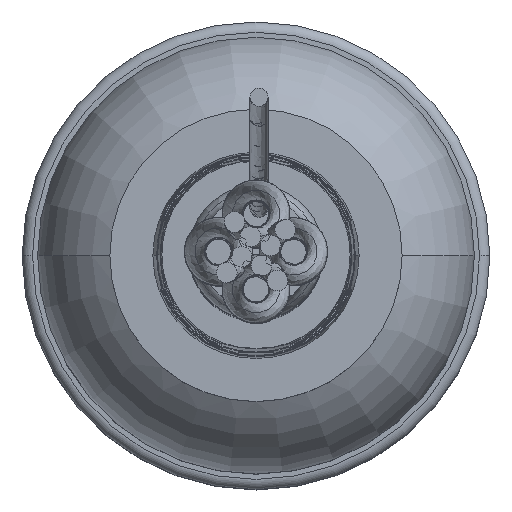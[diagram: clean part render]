
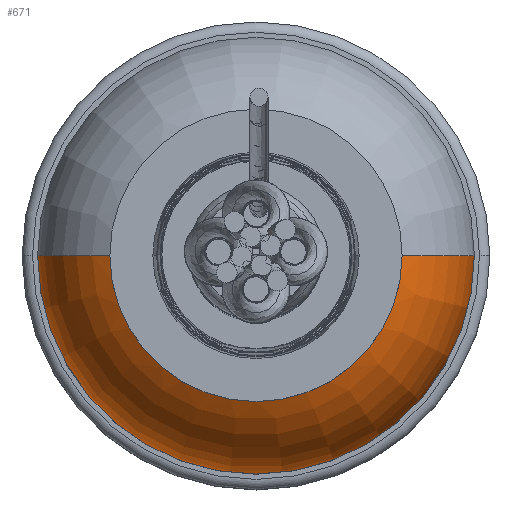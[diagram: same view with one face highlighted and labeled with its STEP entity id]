
A CAD part, top view. The second image highlights one B-rep face of the part: STEP entity #671.
In plain terms, the highlighted toroidal (fillet/blend) face has major radius 5.969 mm and minor radius 10.16 mm.
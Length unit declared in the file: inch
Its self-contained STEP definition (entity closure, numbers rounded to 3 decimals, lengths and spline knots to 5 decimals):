
#109 = CARTESIAN_POINT ( 'NONE',  ( 0., 0., 2.54801 ) ) ;
#269 = ORIENTED_EDGE ( 'NONE', *, *, #5759, .F. ) ;
#473 = CIRCLE ( 'NONE', #14285, 0.4 ) ;
#487 = CARTESIAN_POINT ( 'NONE',  ( 0., 0., 2.54801 ) ) ;
#671 = ADVANCED_FACE ( 'NONE', ( #19895 ), #8692, .T. ) ;
#693 = DIRECTION ( 'NONE',  ( 0., 0., 1. ) ) ;
#2214 = DIRECTION ( 'NONE',  ( 1., 0., 0. ) ) ;
#2344 = DIRECTION ( 'NONE',  ( 1., 0., 0. ) ) ;
#2944 = ORIENTED_EDGE ( 'NONE', *, *, #14835, .F. ) ;
#3737 = CARTESIAN_POINT ( 'NONE',  ( 0.425, 0., 2.9 ) ) ;
#4453 = CIRCLE ( 'NONE', #5308, 0.425 ) ;
#5044 = CARTESIAN_POINT ( 'NONE',  ( -0.635, 0., 2.54801 ) ) ;
#5308 = AXIS2_PLACEMENT_3D ( 'NONE', #8507, #23162, #10694 ) ;
#5759 = EDGE_CURVE ( 'NONE', #6428, #24658, #4453, .T. ) ;
#5783 = AXIS2_PLACEMENT_3D ( 'NONE', #109, #15367, #2344 ) ;
#6026 = DIRECTION ( 'NONE',  ( 0., -1., 0. ) ) ;
#6428 = VERTEX_POINT ( 'NONE', #24936 ) ;
#6505 = DIRECTION ( 'NONE',  ( 0., 1., 0. ) ) ;
#6647 = ORIENTED_EDGE ( 'NONE', *, *, #8678, .T. ) ;
#8507 = CARTESIAN_POINT ( 'NONE',  ( 0., 0., 2.9 ) ) ;
#8678 = EDGE_CURVE ( 'NONE', #10715, #24658, #12525, .T. ) ;
#8692 = TOROIDAL_SURFACE ( 'NONE', #18695, 0.235, 0.4 ) ;
#10061 = VERTEX_POINT ( 'NONE', #5044 ) ;
#10694 = DIRECTION ( 'NONE',  ( 1., 0., 0. ) ) ;
#10715 = VERTEX_POINT ( 'NONE', #19204 ) ;
#12525 = CIRCLE ( 'NONE', #18384, 0.4 ) ;
#14285 = AXIS2_PLACEMENT_3D ( 'NONE', #19225, #6505, #21310 ) ;
#14835 = EDGE_CURVE ( 'NONE', #10715, #10061, #20506, .T. ) ;
#15367 = DIRECTION ( 'NONE',  ( 0., 0., -1. ) ) ;
#16057 = EDGE_LOOP ( 'NONE', ( #16834, #2944, #6647, #269 ) ) ;
#16834 = ORIENTED_EDGE ( 'NONE', *, *, #21603, .F. ) ;
#18384 = AXIS2_PLACEMENT_3D ( 'NONE', #18778, #6026, #20853 ) ;
#18695 = AXIS2_PLACEMENT_3D ( 'NONE', #487, #693, #2214 ) ;
#18778 = CARTESIAN_POINT ( 'NONE',  ( 0.235, 0., 2.54801 ) ) ;
#19204 = CARTESIAN_POINT ( 'NONE',  ( 0.635, 0., 2.54801 ) ) ;
#19225 = CARTESIAN_POINT ( 'NONE',  ( -0.235, 0., 2.54801 ) ) ;
#19895 = FACE_OUTER_BOUND ( 'NONE', #16057, .T. ) ;
#20506 = CIRCLE ( 'NONE', #5783, 0.635 ) ;
#20853 = DIRECTION ( 'NONE',  ( 0., 0., -1. ) ) ;
#21310 = DIRECTION ( 'NONE',  ( -1., 0., 0. ) ) ;
#21603 = EDGE_CURVE ( 'NONE', #10061, #6428, #473, .T. ) ;
#23162 = DIRECTION ( 'NONE',  ( 0., 0., 1. ) ) ;
#24658 = VERTEX_POINT ( 'NONE', #3737 ) ;
#24936 = CARTESIAN_POINT ( 'NONE',  ( -0.425, 0., 2.9 ) ) ;
